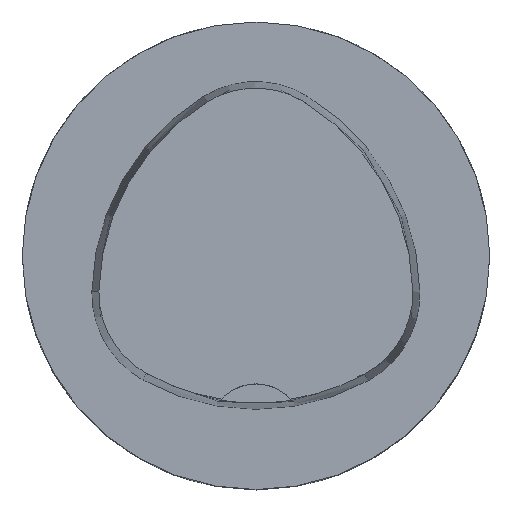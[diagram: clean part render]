
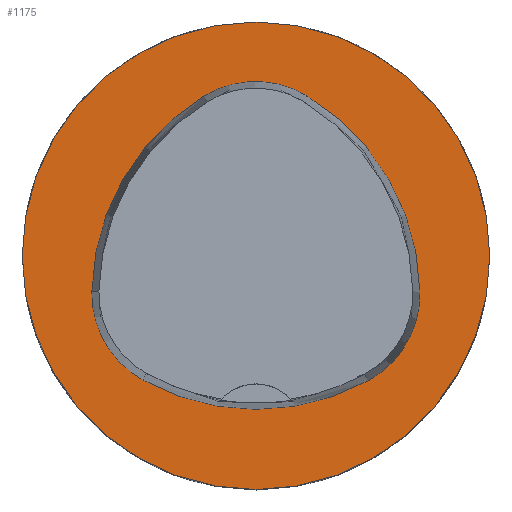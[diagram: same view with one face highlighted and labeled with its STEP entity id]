
A CAD part, top view. The second image highlights one B-rep face of the part: STEP entity #1175.
In plain terms, the highlighted planar face has unit normal (0, 0, 1).
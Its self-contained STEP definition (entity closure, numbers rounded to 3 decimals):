
#244=PLANE('',#5176);
#1175=ADVANCED_FACE('',(#1502,#1503),#244,.T.);
#1502=FACE_BOUND('',#1626,.T.);
#1503=FACE_BOUND('',#1627,.T.);
#1626=EDGE_LOOP('',(#2442,#2443,#2444,#2445,#2446,#2447));
#1627=EDGE_LOOP('',(#2448));
#1932=CIRCLE('',#5153,20.);
#1934=CIRCLE('',#5156,8.5);
#1936=CIRCLE('',#5159,20.);
#1938=CIRCLE('',#5162,8.5);
#1942=CIRCLE('',#5167,20.);
#1944=CIRCLE('',#5170,8.5);
#1947=CIRCLE('',#5175,20.);
#2442=ORIENTED_EDGE('',*,*,#4269,.T.);
#2443=ORIENTED_EDGE('',*,*,#4249,.T.);
#2444=ORIENTED_EDGE('',*,*,#4253,.T.);
#2445=ORIENTED_EDGE('',*,*,#4256,.T.);
#2446=ORIENTED_EDGE('',*,*,#4259,.T.);
#2447=ORIENTED_EDGE('',*,*,#4267,.T.);
#2448=ORIENTED_EDGE('',*,*,#4272,.F.);
#3745=VERTEX_POINT('',#7910);
#3746=VERTEX_POINT('',#7911);
#3749=VERTEX_POINT('',#7919);
#3751=VERTEX_POINT('',#7925);
#3753=VERTEX_POINT('',#7931);
#3760=VERTEX_POINT('',#7952);
#3761=VERTEX_POINT('',#7962);
#4249=EDGE_CURVE('',#3745,#3746,#1932,.T.);
#4253=EDGE_CURVE('',#3746,#3749,#1934,.T.);
#4256=EDGE_CURVE('',#3749,#3751,#1936,.T.);
#4259=EDGE_CURVE('',#3751,#3753,#1938,.T.);
#4267=EDGE_CURVE('',#3753,#3760,#1942,.T.);
#4269=EDGE_CURVE('',#3760,#3745,#1944,.T.);
#4272=EDGE_CURVE('',#3761,#3761,#1947,.T.);
#5153=AXIS2_PLACEMENT_3D('',#7909,#5829,#5830);
#5156=AXIS2_PLACEMENT_3D('',#7918,#5837,#5838);
#5159=AXIS2_PLACEMENT_3D('',#7924,#5844,#5845);
#5162=AXIS2_PLACEMENT_3D('',#7930,#5851,#5852);
#5167=AXIS2_PLACEMENT_3D('',#7953,#5863,#5864);
#5170=AXIS2_PLACEMENT_3D('',#7956,#5869,#5870);
#5175=AXIS2_PLACEMENT_3D('',#7961,#5879,#5880);
#5176=AXIS2_PLACEMENT_3D('',#7963,#5881,#5882);
#5829=DIRECTION('',(0.,0.,-1.));
#5830=DIRECTION('',(-1.,0.,0.));
#5837=DIRECTION('',(0.,0.,-1.));
#5838=DIRECTION('',(-1.,0.,0.));
#5844=DIRECTION('',(0.,0.,-1.));
#5845=DIRECTION('',(-1.,0.,0.));
#5851=DIRECTION('',(0.,0.,-1.));
#5852=DIRECTION('',(-1.,0.,0.));
#5863=DIRECTION('',(0.,0.,-1.));
#5864=DIRECTION('',(-1.,0.,0.));
#5869=DIRECTION('',(0.,0.,-1.));
#5870=DIRECTION('',(-1.,0.,0.));
#5879=DIRECTION('',(0.,0.,-1.));
#5880=DIRECTION('',(-1.,0.,0.));
#5881=DIRECTION('',(0.,0.,1.));
#5882=DIRECTION('',(1.,0.,0.));
#7909=CARTESIAN_POINT('',(5.955,-3.414,0.));
#7910=CARTESIAN_POINT('',(-14.041,-3.042,0.));
#7911=CARTESIAN_POINT('',(-4.472,13.653,0.));
#7918=CARTESIAN_POINT('',(-0.04,6.4,0.));
#7919=CARTESIAN_POINT('',(4.347,13.68,0.));
#7924=CARTESIAN_POINT('',(-5.976,-3.45,0.));
#7925=CARTESIAN_POINT('',(14.021,-3.075,0.));
#7930=CARTESIAN_POINT('',(5.522,-3.235,0.));
#7931=CARTESIAN_POINT('',(9.588,-10.699,0.));
#7952=CARTESIAN_POINT('',(-9.655,-10.639,0.));
#7953=CARTESIAN_POINT('',(0.022,6.864,0.));
#7956=CARTESIAN_POINT('',(-5.543,-3.2,0.));
#7961=CARTESIAN_POINT('',(0.,0.,0.));
#7962=CARTESIAN_POINT('',(-20.,0.,0.));
#7963=CARTESIAN_POINT('',(0.,0.,0.));
